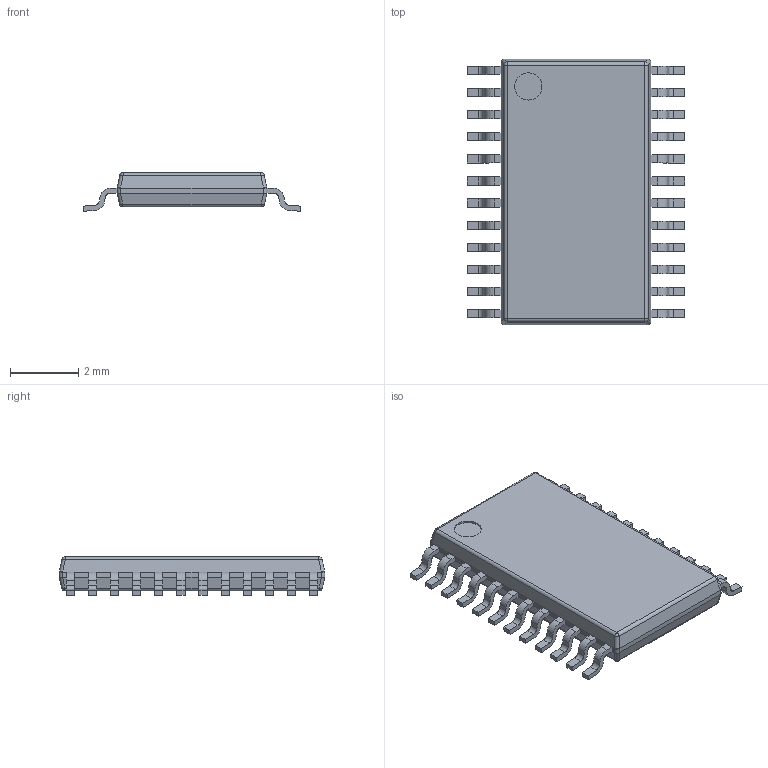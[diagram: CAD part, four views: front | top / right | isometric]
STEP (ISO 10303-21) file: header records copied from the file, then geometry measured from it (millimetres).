
FILE_DESCRIPTION((''),'2;1');
FILE_NAME('PWP0024N_ASM','2018-10-05T10:43:57',('a0412086'),(''),'CREO PARAMETRIC BY PTC INC, 2018020','CREO PARAMETRIC BY PTC INC, 2018020','');
FILE_SCHEMA(('AUTOMOTIVE_DESIGN { 1 0 10303 214 1 1 1 1 }'));
Length unit declared in the file: millimetre
Products named in the file (5): BODY-TSSOP; LEAD-TSSOP; PIN1; DAP; PWP0024N_ASM
Assembly tree (27 placements, depth 2):
  PWP0024N_ASM
    BODY-TSSOP
    LEAD-TSSOP  x24
    PIN1
    DAP
Bounding box: 6.4 x 7.8 x 1.13 mm (x, y, z)
Volume: 34.4 mm3; surface area: 137.4 mm2
Topology: 26 solids, 26 shells, 440 faces, 1134 edges, 748 vertices
Faces by surface type: plane 314, cylinder 118, sphere 8
Entity records: 5292 total; most frequent: CARTESIAN_POINT 822, DIRECTION 683, ORIENTED_EDGE 612, PRESENTATION_STYLE_ASSIGNMENT 309, STYLED_ITEM 309, CURVE_STYLE 306, EDGE_CURVE 306, VECTOR 246
